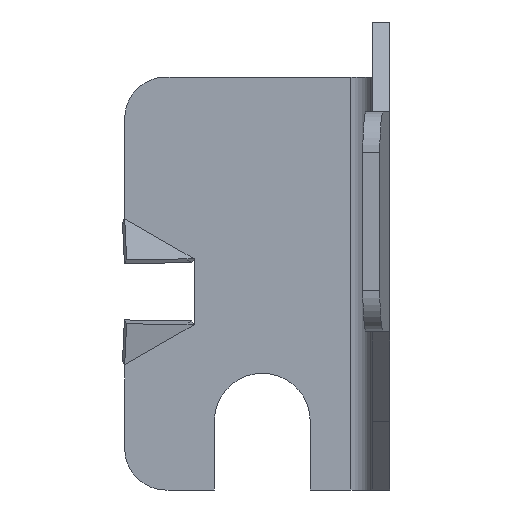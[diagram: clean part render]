
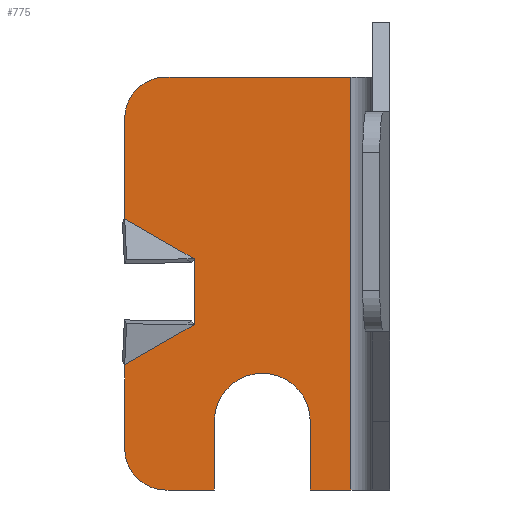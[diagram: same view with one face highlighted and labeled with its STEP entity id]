
A CAD part, left-side view. The second image highlights one B-rep face of the part: STEP entity #775.
In plain terms, the highlighted planar face has unit normal (-1, 0, 0).
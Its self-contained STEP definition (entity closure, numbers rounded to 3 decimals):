
#388 = VERTEX_POINT('',#389);
#389 = CARTESIAN_POINT('',(0.,9.525,19.05));
#395 = EDGE_CURVE('',#396,#388,#398,.T.);
#396 = VERTEX_POINT('',#397);
#397 = CARTESIAN_POINT('',(0.,0.991,19.05));
#398 = LINE('',#399,#400);
#399 = CARTESIAN_POINT('',(0.,0.991,19.05));
#400 = VECTOR('',#401,1.);
#401 = DIRECTION('',(0.,1.,0.));
#452 = VERTEX_POINT('',#453);
#453 = CARTESIAN_POINT('',(0.,0.991,0.));
#460 = EDGE_CURVE('',#461,#452,#463,.T.);
#461 = VERTEX_POINT('',#462);
#462 = CARTESIAN_POINT('',(0.,2.87,0.));
#463 = LINE('',#464,#465);
#464 = CARTESIAN_POINT('',(0.,0.991,0.));
#465 = VECTOR('',#466,1.);
#466 = DIRECTION('',(0.,-1.,0.));
#508 = EDGE_CURVE('',#396,#452,#509,.T.);
#509 = LINE('',#510,#511);
#510 = CARTESIAN_POINT('',(0.,0.991,21.59));
#511 = VECTOR('',#512,1.);
#512 = DIRECTION('',(0.,0.,-1.));
#756 = VERTEX_POINT('',#757);
#757 = CARTESIAN_POINT('',(0.,11.43,17.145));
#763 = EDGE_CURVE('',#388,#756,#764,.T.);
#764 = CIRCLE('',#765,1.905);
#765 = AXIS2_PLACEMENT_3D('',#766,#767,#768);
#766 = CARTESIAN_POINT('',(0.,9.525,17.145));
#767 = DIRECTION('',(-1.,0.,0.));
#768 = DIRECTION('',(0.,0.,-1.));
#775 = ADVANCED_FACE('',(#776),#862,.F.);
#776 = FACE_BOUND('',#777,.T.);
#777 = EDGE_LOOP('',(#778,#788,#797,#805,#813,#822,#828,#829,#830,#831,
    #832,#840,#848,#856));
#778 = ORIENTED_EDGE('',*,*,#779,.T.);
#779 = EDGE_CURVE('',#780,#782,#784,.T.);
#780 = VERTEX_POINT('',#781);
#781 = CARTESIAN_POINT('',(0.,11.43,5.773));
#782 = VERTEX_POINT('',#783);
#783 = CARTESIAN_POINT('',(0.,11.43,1.905));
#784 = LINE('',#785,#786);
#785 = CARTESIAN_POINT('',(0.,11.43,21.59));
#786 = VECTOR('',#787,1.);
#787 = DIRECTION('',(0.,0.,-1.));
#788 = ORIENTED_EDGE('',*,*,#789,.T.);
#789 = EDGE_CURVE('',#782,#790,#792,.T.);
#790 = VERTEX_POINT('',#791);
#791 = CARTESIAN_POINT('',(0.,9.525,0.));
#792 = CIRCLE('',#793,1.905);
#793 = AXIS2_PLACEMENT_3D('',#794,#795,#796);
#794 = CARTESIAN_POINT('',(0.,9.525,1.905));
#795 = DIRECTION('',(-1.,0.,0.));
#796 = DIRECTION('',(0.,0.,-1.));
#797 = ORIENTED_EDGE('',*,*,#798,.T.);
#798 = EDGE_CURVE('',#790,#799,#801,.T.);
#799 = VERTEX_POINT('',#800);
#800 = CARTESIAN_POINT('',(0.,7.29,0.));
#801 = LINE('',#802,#803);
#802 = CARTESIAN_POINT('',(0.,0.991,0.));
#803 = VECTOR('',#804,1.);
#804 = DIRECTION('',(0.,-1.,0.));
#805 = ORIENTED_EDGE('',*,*,#806,.T.);
#806 = EDGE_CURVE('',#799,#807,#809,.T.);
#807 = VERTEX_POINT('',#808);
#808 = CARTESIAN_POINT('',(0.,7.29,3.175));
#809 = LINE('',#810,#811);
#810 = CARTESIAN_POINT('',(0.,7.29,3.175));
#811 = VECTOR('',#812,1.);
#812 = DIRECTION('',(0.,0.,1.));
#813 = ORIENTED_EDGE('',*,*,#814,.T.);
#814 = EDGE_CURVE('',#807,#815,#817,.T.);
#815 = VERTEX_POINT('',#816);
#816 = CARTESIAN_POINT('',(0.,2.87,3.175));
#817 = CIRCLE('',#818,2.21);
#818 = AXIS2_PLACEMENT_3D('',#819,#820,#821);
#819 = CARTESIAN_POINT('',(0.,5.08,3.175));
#820 = DIRECTION('',(1.,-0.,0.));
#821 = DIRECTION('',(0.,0.,-1.));
#822 = ORIENTED_EDGE('',*,*,#823,.T.);
#823 = EDGE_CURVE('',#815,#461,#824,.T.);
#824 = LINE('',#825,#826);
#825 = CARTESIAN_POINT('',(0.,2.87,3.175));
#826 = VECTOR('',#827,1.);
#827 = DIRECTION('',(0.,0.,-1.));
#828 = ORIENTED_EDGE('',*,*,#460,.T.);
#829 = ORIENTED_EDGE('',*,*,#508,.F.);
#830 = ORIENTED_EDGE('',*,*,#395,.T.);
#831 = ORIENTED_EDGE('',*,*,#763,.T.);
#832 = ORIENTED_EDGE('',*,*,#833,.T.);
#833 = EDGE_CURVE('',#756,#834,#836,.T.);
#834 = VERTEX_POINT('',#835);
#835 = CARTESIAN_POINT('',(0.,11.43,12.515));
#836 = LINE('',#837,#838);
#837 = CARTESIAN_POINT('',(0.,11.43,21.59));
#838 = VECTOR('',#839,1.);
#839 = DIRECTION('',(0.,0.,-1.));
#840 = ORIENTED_EDGE('',*,*,#841,.T.);
#841 = EDGE_CURVE('',#834,#842,#844,.T.);
#842 = VERTEX_POINT('',#843);
#843 = CARTESIAN_POINT('',(0.,8.231,10.668));
#844 = LINE('',#845,#846);
#845 = CARTESIAN_POINT('',(0.,11.43,12.515));
#846 = VECTOR('',#847,1.);
#847 = DIRECTION('',(0.,-0.866,-0.5));
#848 = ORIENTED_EDGE('',*,*,#849,.T.);
#849 = EDGE_CURVE('',#842,#850,#852,.T.);
#850 = VERTEX_POINT('',#851);
#851 = CARTESIAN_POINT('',(0.,8.231,7.62));
#852 = LINE('',#853,#854);
#853 = CARTESIAN_POINT('',(0.,8.231,10.668));
#854 = VECTOR('',#855,1.);
#855 = DIRECTION('',(0.,0.,-1.));
#856 = ORIENTED_EDGE('',*,*,#857,.T.);
#857 = EDGE_CURVE('',#850,#780,#858,.T.);
#858 = LINE('',#859,#860);
#859 = CARTESIAN_POINT('',(0.,11.43,5.773));
#860 = VECTOR('',#861,1.);
#861 = DIRECTION('',(0.,0.866,-0.5));
#862 = PLANE('',#863);
#863 = AXIS2_PLACEMENT_3D('',#864,#865,#866);
#864 = CARTESIAN_POINT('',(0.,0.991,21.59));
#865 = DIRECTION('',(1.,0.,0.));
#866 = DIRECTION('',(0.,0.,-1.));
